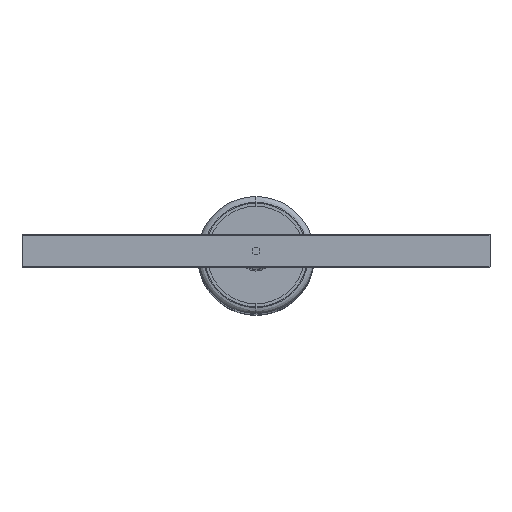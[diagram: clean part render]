
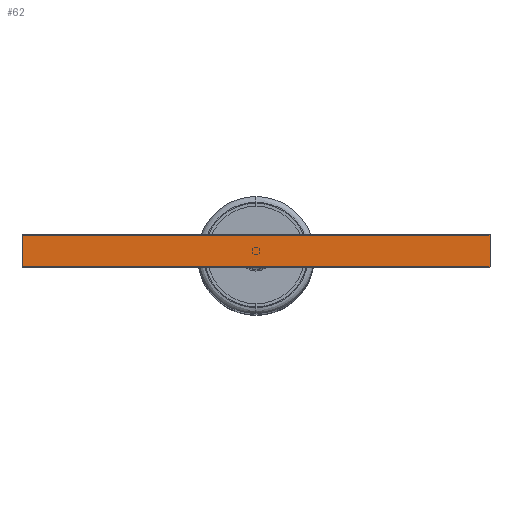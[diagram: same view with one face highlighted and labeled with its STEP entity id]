
A CAD part, top view. The second image highlights one B-rep face of the part: STEP entity #62.
In plain terms, the highlighted planar face has unit normal (0, 0, 1).
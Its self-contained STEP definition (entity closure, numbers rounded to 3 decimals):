
#62=ADVANCED_FACE('',(#199),#2424,.T.);
#199=FACE_OUTER_BOUND('',#337,.T.);
#337=EDGE_LOOP('',(#521,#522,#523,#524));
#521=ORIENTED_EDGE('',*,*,#1210,.T.);
#522=ORIENTED_EDGE('',*,*,#1211,.T.);
#523=ORIENTED_EDGE('',*,*,#1212,.F.);
#524=ORIENTED_EDGE('',*,*,#1208,.F.);
#1208=EDGE_CURVE('',#2144,#2145,#2023,.T.);
#1210=EDGE_CURVE('',#2144,#2146,#2025,.T.);
#1211=EDGE_CURVE('',#2146,#2147,#2026,.T.);
#1212=EDGE_CURVE('',#2145,#2147,#2027,.T.);
#2023=B_SPLINE_CURVE_WITH_KNOTS('',1,(#3602,#3603),.UNSPECIFIED.,.F.,.F.,
(2,2),(0.,160.06),.UNSPECIFIED.);
#2025=B_SPLINE_CURVE_WITH_KNOTS('',1,(#3606,#3607),.UNSPECIFIED.,.F.,.F.,
(2,2),(-47.603,-36.917),.UNSPECIFIED.);
#2026=B_SPLINE_CURVE_WITH_KNOTS('',1,(#3608,#3609),.UNSPECIFIED.,.F.,.F.,
(2,2),(0.,160.06),.UNSPECIFIED.);
#2027=B_SPLINE_CURVE_WITH_KNOTS('',1,(#3610,#3611),.UNSPECIFIED.,.F.,.F.,
(2,2),(-47.603,-36.917),.UNSPECIFIED.);
#2144=VERTEX_POINT('',#3580);
#2145=VERTEX_POINT('',#3581);
#2146=VERTEX_POINT('',#3582);
#2147=VERTEX_POINT('',#3583);
#2424=PLANE('',#2607);
#2607=AXIS2_PLACEMENT_3D('',#3568,#2939,$);
#2939=DIRECTION('',(0.,0.,1.));
#3568=CARTESIAN_POINT('',(-80.055,5.343,0.));
#3580=CARTESIAN_POINT('',(-80.055,5.343,0.));
#3581=CARTESIAN_POINT('',(80.055,5.343,0.));
#3582=CARTESIAN_POINT('',(-80.055,-5.343,0.));
#3583=CARTESIAN_POINT('',(80.055,-5.343,0.));
#3602=CARTESIAN_POINT('',(-80.055,5.343,0.));
#3603=CARTESIAN_POINT('',(80.055,5.343,0.));
#3606=CARTESIAN_POINT('',(-80.055,5.343,0.));
#3607=CARTESIAN_POINT('',(-80.055,-5.343,0.));
#3608=CARTESIAN_POINT('',(-80.055,-5.343,0.));
#3609=CARTESIAN_POINT('',(80.055,-5.343,0.));
#3610=CARTESIAN_POINT('',(80.055,5.343,0.));
#3611=CARTESIAN_POINT('',(80.055,-5.343,0.));
